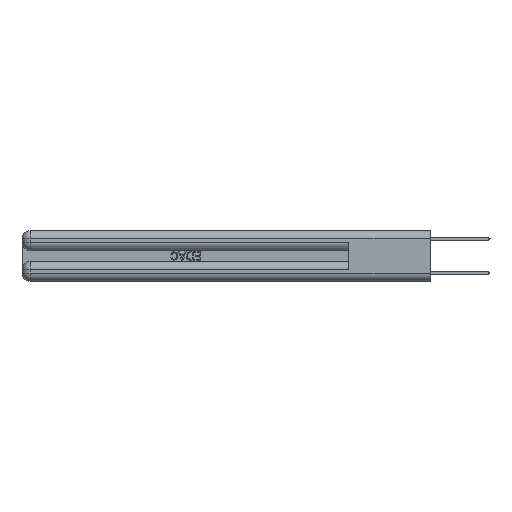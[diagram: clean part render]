
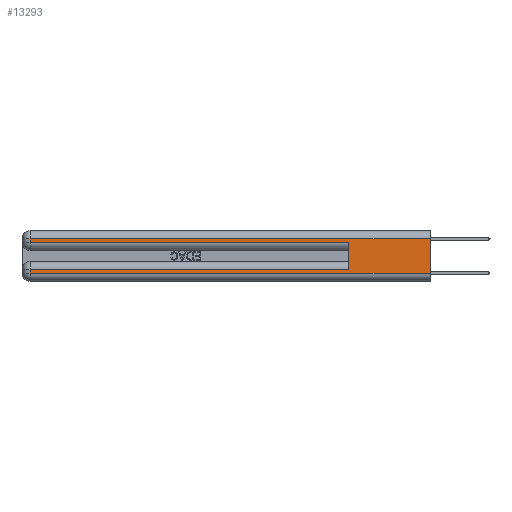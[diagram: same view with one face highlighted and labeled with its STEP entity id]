
A CAD part, left-side view. The second image highlights one B-rep face of the part: STEP entity #13293.
In plain terms, the highlighted planar face has unit normal (-1, 0, 0).
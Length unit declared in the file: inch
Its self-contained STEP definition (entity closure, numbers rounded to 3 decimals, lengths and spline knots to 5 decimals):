
#58 = CARTESIAN_POINT ( 'NONE',  ( 0., 0., 0.285 ) ) ;
#283 = ORIENTED_EDGE ( 'NONE', *, *, #3123, .F. ) ;
#355 = VECTOR ( 'NONE', #5016, 39.37008 ) ;
#414 = VERTEX_POINT ( 'NONE', #4556 ) ;
#1128 = VECTOR ( 'NONE', #33357, 39.37008 ) ;
#2042 = LINE ( 'NONE', #4964, #30042 ) ;
#2703 = VECTOR ( 'NONE', #11143, 39.37008 ) ;
#3123 = EDGE_CURVE ( 'NONE', #22336, #3508, #19207, .T. ) ;
#3508 = VERTEX_POINT ( 'NONE', #21752 ) ;
#4118 = ORIENTED_EDGE ( 'NONE', *, *, #6295, .T. ) ;
#4556 = CARTESIAN_POINT ( 'NONE',  ( 0., 2.94, 0.31 ) ) ;
#4964 = CARTESIAN_POINT ( 'NONE',  ( 0., 0., 0.06 ) ) ;
#5016 = DIRECTION ( 'NONE',  ( 0., 0., 1. ) ) ;
#5669 = AXIS2_PLACEMENT_3D ( 'NONE', #10455, #29877, #7903 ) ;
#5888 = ORIENTED_EDGE ( 'NONE', *, *, #32947, .T. ) ;
#5910 = LINE ( 'NONE', #17267, #26250 ) ;
#5912 = VECTOR ( 'NONE', #18906, 39.37008 ) ;
#6295 = EDGE_CURVE ( 'NONE', #21585, #21603, #8105, .T. ) ;
#6770 = CARTESIAN_POINT ( 'NONE',  ( 0., 0.6, 0.285 ) ) ;
#7383 = CARTESIAN_POINT ( 'NONE',  ( 0., 2.94, 0.285 ) ) ;
#7506 = DIRECTION ( 'NONE',  ( 0., 0., -1. ) ) ;
#7550 = FACE_OUTER_BOUND ( 'NONE', #15367, .T. ) ;
#7903 = DIRECTION ( 'NONE',  ( 0., 0., -1. ) ) ;
#8054 = CARTESIAN_POINT ( 'NONE',  ( 0., 2.94, 0.37 ) ) ;
#8105 = LINE ( 'NONE', #21858, #5912 ) ;
#8770 = VECTOR ( 'NONE', #7506, 39.37008 ) ;
#9532 = EDGE_CURVE ( 'NONE', #15999, #3508, #2042, .T. ) ;
#10234 = CARTESIAN_POINT ( 'NONE',  ( 0., 0., 0.37 ) ) ;
#10455 = CARTESIAN_POINT ( 'NONE',  ( 0., 0., 0.37 ) ) ;
#11143 = DIRECTION ( 'NONE',  ( 0., 0., -1. ) ) ;
#12292 = ORIENTED_EDGE ( 'NONE', *, *, #34077, .T. ) ;
#13293 = ADVANCED_FACE ( 'NONE', ( #7550 ), #15604, .F. ) ;
#13536 = VERTEX_POINT ( 'NONE', #6770 ) ;
#13764 = LINE ( 'NONE', #18895, #1128 ) ;
#15367 = EDGE_LOOP ( 'NONE', ( #283, #12292, #35820, #5888, #30870, #4118, #31261, #19244 ) ) ;
#15604 = PLANE ( 'NONE',  #5669 ) ;
#15999 = VERTEX_POINT ( 'NONE', #23104 ) ;
#16185 = CARTESIAN_POINT ( 'NONE',  ( 0., 0., 0.31 ) ) ;
#16714 = LINE ( 'NONE', #58, #24478 ) ;
#17267 = CARTESIAN_POINT ( 'NONE',  ( 0., 0., 0.31 ) ) ;
#18895 = CARTESIAN_POINT ( 'NONE',  ( 0., 2.94, 0.37 ) ) ;
#18906 = DIRECTION ( 'NONE',  ( 0., 1., 0. ) ) ;
#19207 = LINE ( 'NONE', #10234, #8770 ) ;
#19244 = ORIENTED_EDGE ( 'NONE', *, *, #9532, .T. ) ;
#21145 = CARTESIAN_POINT ( 'NONE',  ( 0., 0.6, 0.145 ) ) ;
#21585 = VERTEX_POINT ( 'NONE', #22717 ) ;
#21603 = VERTEX_POINT ( 'NONE', #22893 ) ;
#21752 = CARTESIAN_POINT ( 'NONE',  ( 0., 0., 0.06 ) ) ;
#21858 = CARTESIAN_POINT ( 'NONE',  ( 0., 0., 0.085 ) ) ;
#22336 = VERTEX_POINT ( 'NONE', #16185 ) ;
#22717 = CARTESIAN_POINT ( 'NONE',  ( 0., 0.6, 0.085 ) ) ;
#22893 = CARTESIAN_POINT ( 'NONE',  ( 0., 2.94, 0.085 ) ) ;
#23104 = CARTESIAN_POINT ( 'NONE',  ( 0., 2.94, 0.06 ) ) ;
#24429 = EDGE_CURVE ( 'NONE', #414, #34240, #35534, .T. ) ;
#24478 = VECTOR ( 'NONE', #33746, 39.37008 ) ;
#24515 = EDGE_CURVE ( 'NONE', #21585, #13536, #24620, .T. ) ;
#24620 = LINE ( 'NONE', #21145, #355 ) ;
#26250 = VECTOR ( 'NONE', #31183, 39.37008 ) ;
#29874 = DIRECTION ( 'NONE',  ( 0., -1., 0. ) ) ;
#29877 = DIRECTION ( 'NONE',  ( 1., 0., 0. ) ) ;
#30042 = VECTOR ( 'NONE', #29874, 39.37008 ) ;
#30870 = ORIENTED_EDGE ( 'NONE', *, *, #24515, .F. ) ;
#31183 = DIRECTION ( 'NONE',  ( 0., 1., 0. ) ) ;
#31261 = ORIENTED_EDGE ( 'NONE', *, *, #34451, .T. ) ;
#32947 = EDGE_CURVE ( 'NONE', #34240, #13536, #16714, .T. ) ;
#33357 = DIRECTION ( 'NONE',  ( 0., 0., -1. ) ) ;
#33746 = DIRECTION ( 'NONE',  ( 0., -1., 0. ) ) ;
#34077 = EDGE_CURVE ( 'NONE', #22336, #414, #5910, .T. ) ;
#34240 = VERTEX_POINT ( 'NONE', #7383 ) ;
#34451 = EDGE_CURVE ( 'NONE', #21603, #15999, #13764, .T. ) ;
#35534 = LINE ( 'NONE', #8054, #2703 ) ;
#35820 = ORIENTED_EDGE ( 'NONE', *, *, #24429, .T. ) ;
